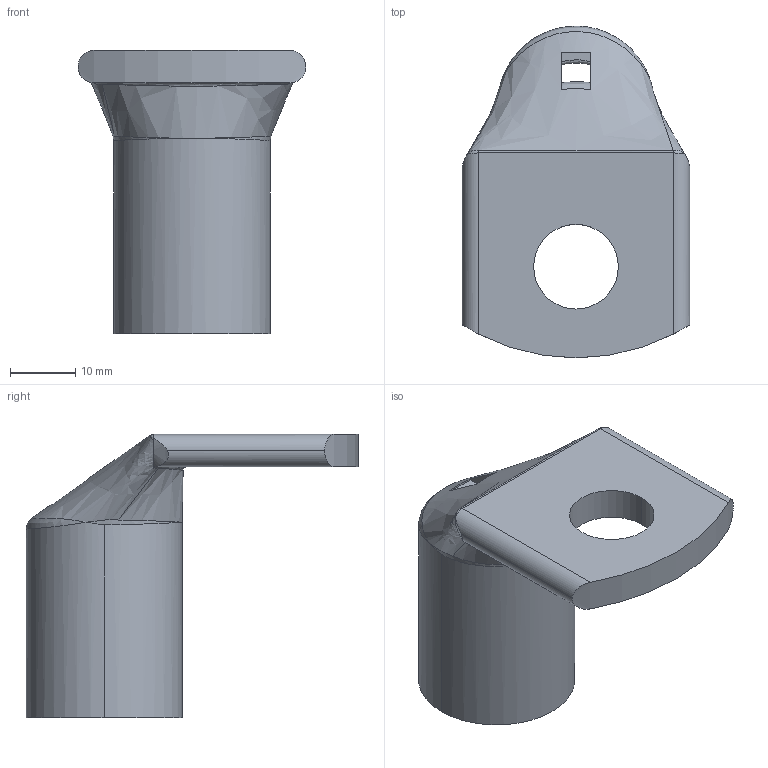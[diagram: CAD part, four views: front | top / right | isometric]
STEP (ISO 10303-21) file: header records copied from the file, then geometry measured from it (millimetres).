
FILE_DESCRIPTION (( 'STEP AP203' ), '1' );
FILE_NAME ('034499.STEP', '2026-02-05T09:29:05', ( '' ), ( '' ), 'SwSTEP 2.0', 'SolidWorks 2025', '' );
FILE_SCHEMA (( 'CONFIG_CONTROL_DESIGN' ));
Length unit declared in the file: millimetre
Products named in the file (1): 034499
Bounding box: 35 x 51 x 43.5 mm (x, y, z)
Volume: 12131.2 mm3; surface area: 7950.2 mm2
Topology: 1 solids, 1 shells, 47 faces, 137 edges, 93 vertices
Faces by surface type: bspline 18, plane 16, cylinder 11, cone 2
Entity records: 3768 total; most frequent: CARTESIAN_POINT 2641, ORIENTED_EDGE 274, EDGE_CURVE 137, DIRECTION 136, VERTEX_POINT 93, B_SPLINE_CURVE_WITH_KNOTS 85, AXIS2_PLACEMENT_3D 54, EDGE_LOOP 52
